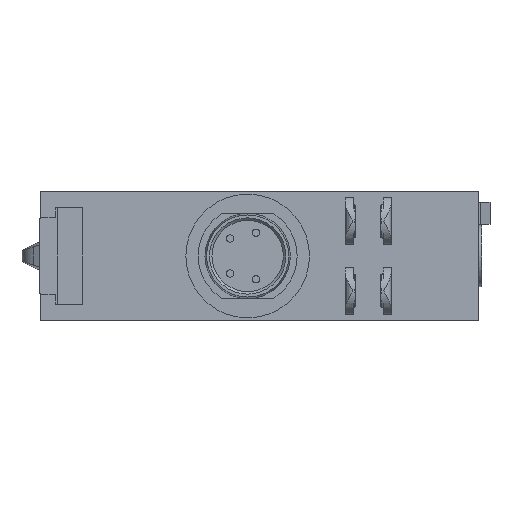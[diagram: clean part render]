
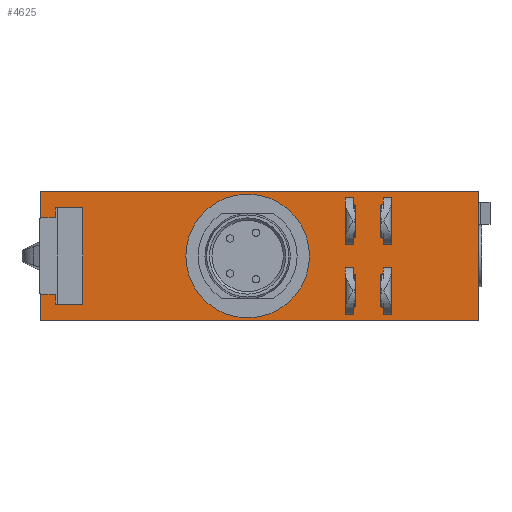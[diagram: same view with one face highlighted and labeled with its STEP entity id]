
A CAD part, front view. The second image highlights one B-rep face of the part: STEP entity #4625.
In plain terms, the highlighted planar face has unit normal (0, -1, 0).
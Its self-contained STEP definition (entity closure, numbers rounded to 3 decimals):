
#67=CIRCLE('',#4865,5.);
#483=ORIENTED_EDGE('',*,*,#1391,.T.);
#484=ORIENTED_EDGE('',*,*,#1392,.F.);
#485=ORIENTED_EDGE('',*,*,#1393,.F.);
#486=ORIENTED_EDGE('',*,*,#1237,.T.);
#487=ORIENTED_EDGE('',*,*,#1394,.T.);
#488=ORIENTED_EDGE('',*,*,#1395,.F.);
#489=ORIENTED_EDGE('',*,*,#1396,.F.);
#490=ORIENTED_EDGE('',*,*,#1397,.T.);
#491=ORIENTED_EDGE('',*,*,#1222,.F.);
#492=ORIENTED_EDGE('',*,*,#1398,.T.);
#493=ORIENTED_EDGE('',*,*,#1227,.T.);
#494=ORIENTED_EDGE('',*,*,#1399,.F.);
#495=ORIENTED_EDGE('',*,*,#1206,.F.);
#496=ORIENTED_EDGE('',*,*,#1400,.T.);
#497=ORIENTED_EDGE('',*,*,#1211,.T.);
#498=ORIENTED_EDGE('',*,*,#1232,.F.);
#499=ORIENTED_EDGE('',*,*,#1401,.F.);
#500=ORIENTED_EDGE('',*,*,#1330,.F.);
#501=ORIENTED_EDGE('',*,*,#1389,.T.);
#502=ORIENTED_EDGE('',*,*,#1402,.T.);
#503=ORIENTED_EDGE('',*,*,#1403,.T.);
#504=ORIENTED_EDGE('',*,*,#1191,.T.);
#505=ORIENTED_EDGE('',*,*,#1195,.T.);
#506=ORIENTED_EDGE('',*,*,#1199,.T.);
#507=ORIENTED_EDGE('',*,*,#1404,.T.);
#508=ORIENTED_EDGE('',*,*,#1405,.T.);
#509=ORIENTED_EDGE('',*,*,#1387,.T.);
#510=ORIENTED_EDGE('',*,*,#1283,.T.);
#511=ORIENTED_EDGE('',*,*,#1406,.F.);
#1191=EDGE_CURVE('',#1664,#1663,#1993,.T.);
#1195=EDGE_CURVE('',#1663,#1666,#1997,.T.);
#1199=EDGE_CURVE('',#1666,#1668,#2001,.T.);
#1206=EDGE_CURVE('',#1675,#1676,#2002,.T.);
#1211=EDGE_CURVE('',#1681,#1680,#2003,.T.);
#1222=EDGE_CURVE('',#1691,#1692,#2004,.T.);
#1227=EDGE_CURVE('',#1697,#1696,#2005,.T.);
#1232=EDGE_CURVE('',#1676,#1680,#2006,.T.);
#1237=EDGE_CURVE('',#1704,#1705,#2009,.T.);
#1283=EDGE_CURVE('',#1745,#1744,#2031,.T.);
#1330=EDGE_CURVE('',#1790,#1791,#2069,.T.);
#1387=EDGE_CURVE('',#1832,#1745,#2118,.T.);
#1389=EDGE_CURVE('',#1790,#1833,#2120,.T.);
#1391=EDGE_CURVE('',#1705,#1834,#2122,.T.);
#1392=EDGE_CURVE('',#1835,#1834,#2123,.T.);
#1393=EDGE_CURVE('',#1704,#1835,#2124,.T.);
#1394=EDGE_CURVE('',#1836,#1837,#2125,.T.);
#1395=EDGE_CURVE('',#1838,#1837,#2126,.T.);
#1396=EDGE_CURVE('',#1839,#1838,#2127,.T.);
#1397=EDGE_CURVE('',#1839,#1836,#2128,.T.);
#1398=EDGE_CURVE('',#1691,#1697,#2129,.T.);
#1399=EDGE_CURVE('',#1692,#1696,#2130,.T.);
#1400=EDGE_CURVE('',#1675,#1681,#2131,.T.);
#1401=EDGE_CURVE('',#1791,#1744,#2132,.T.);
#1402=EDGE_CURVE('',#1833,#1840,#2133,.T.);
#1403=EDGE_CURVE('',#1840,#1664,#2134,.T.);
#1404=EDGE_CURVE('',#1668,#1841,#2135,.T.);
#1405=EDGE_CURVE('',#1841,#1832,#2136,.T.);
#1406=EDGE_CURVE('',#1842,#1842,#67,.F.);
#1663=VERTEX_POINT('',#6040);
#1664=VERTEX_POINT('',#6042);
#1666=VERTEX_POINT('',#6048);
#1668=VERTEX_POINT('',#6055);
#1675=VERTEX_POINT('',#6082);
#1676=VERTEX_POINT('',#6084);
#1680=VERTEX_POINT('',#6100);
#1681=VERTEX_POINT('',#6102);
#1691=VERTEX_POINT('',#6141);
#1692=VERTEX_POINT('',#6143);
#1696=VERTEX_POINT('',#6159);
#1697=VERTEX_POINT('',#6161);
#1704=VERTEX_POINT('',#6196);
#1705=VERTEX_POINT('',#6197);
#1744=VERTEX_POINT('',#6323);
#1745=VERTEX_POINT('',#6325);
#1790=VERTEX_POINT('',#6417);
#1791=VERTEX_POINT('',#6419);
#1832=VERTEX_POINT('',#6554);
#1833=VERTEX_POINT('',#6559);
#1834=VERTEX_POINT('',#6564);
#1835=VERTEX_POINT('',#6566);
#1836=VERTEX_POINT('',#6569);
#1837=VERTEX_POINT('',#6570);
#1838=VERTEX_POINT('',#6572);
#1839=VERTEX_POINT('',#6574);
#1840=VERTEX_POINT('',#6581);
#1841=VERTEX_POINT('',#6584);
#1842=VERTEX_POINT('',#6587);
#1993=LINE('',#6041,#2318);
#1997=LINE('',#6049,#2322);
#2001=LINE('',#6056,#2326);
#2002=LINE('',#6083,#2327);
#2003=LINE('',#6101,#2328);
#2004=LINE('',#6142,#2329);
#2005=LINE('',#6160,#2330);
#2006=LINE('',#6176,#2331);
#2009=LINE('',#6195,#2334);
#2031=LINE('',#6324,#2356);
#2069=LINE('',#6418,#2394);
#2118=LINE('',#6556,#2443);
#2120=LINE('',#6560,#2445);
#2122=LINE('',#6563,#2447);
#2123=LINE('',#6565,#2448);
#2124=LINE('',#6567,#2449);
#2125=LINE('',#6568,#2450);
#2126=LINE('',#6571,#2451);
#2127=LINE('',#6573,#2452);
#2128=LINE('',#6575,#2453);
#2129=LINE('',#6576,#2454);
#2130=LINE('',#6577,#2455);
#2131=LINE('',#6578,#2456);
#2132=LINE('',#6579,#2457);
#2133=LINE('',#6580,#2458);
#2134=LINE('',#6582,#2459);
#2135=LINE('',#6583,#2460);
#2136=LINE('',#6585,#2461);
#2318=VECTOR('',#5108,1000.);
#2322=VECTOR('',#5114,1000.);
#2326=VECTOR('',#5120,1000.);
#2327=VECTOR('',#5127,1000.);
#2328=VECTOR('',#5132,1000.);
#2329=VECTOR('',#5143,1000.);
#2330=VECTOR('',#5148,1000.);
#2331=VECTOR('',#5155,1000.);
#2334=VECTOR('',#5164,1000.);
#2356=VECTOR('',#5234,1000.);
#2394=VECTOR('',#5292,1000.);
#2443=VECTOR('',#5375,1000.);
#2445=VECTOR('',#5379,1000.);
#2447=VECTOR('',#5383,1000.);
#2448=VECTOR('',#5384,1000.);
#2449=VECTOR('',#5385,1000.);
#2450=VECTOR('',#5386,1000.);
#2451=VECTOR('',#5387,1000.);
#2452=VECTOR('',#5388,1000.);
#2453=VECTOR('',#5389,1000.);
#2454=VECTOR('',#5390,1000.);
#2455=VECTOR('',#5391,1000.);
#2456=VECTOR('',#5392,1000.);
#2457=VECTOR('',#5393,1000.);
#2458=VECTOR('',#5394,1000.);
#2459=VECTOR('',#5395,1000.);
#2460=VECTOR('',#5396,1000.);
#2461=VECTOR('',#5397,1000.);
#2671=EDGE_LOOP('',(#483,#484,#485,#486));
#2672=EDGE_LOOP('',(#487,#488,#489,#490));
#2673=EDGE_LOOP('',(#491,#492,#493,#494));
#2674=EDGE_LOOP('',(#495,#496,#497,#498));
#2675=EDGE_LOOP('',(#499,#500,#501,#502,#503,#504,#505,#506,#507,#508,#509,
#510));
#2676=EDGE_LOOP('',(#511));
#2915=FACE_BOUND('',#2671,.T.);
#2916=FACE_BOUND('',#2672,.T.);
#2917=FACE_BOUND('',#2673,.T.);
#2918=FACE_BOUND('',#2674,.T.);
#2919=FACE_BOUND('',#2675,.T.);
#2920=FACE_BOUND('',#2676,.T.);
#3139=PLANE('',#4864);
#4625=ADVANCED_FACE('',(#2915,#2916,#2917,#2918,#2919,#2920),#3139,.F.);
#4864=AXIS2_PLACEMENT_3D('',#6562,#5381,#5382);
#4865=AXIS2_PLACEMENT_3D('',#6586,#5398,#5399);
#5108=DIRECTION('',(1.,0.,0.));
#5114=DIRECTION('',(0.,0.,-1.));
#5120=DIRECTION('',(-1.,0.,0.));
#5127=DIRECTION('',(-1.,0.,0.));
#5132=DIRECTION('',(-1.,0.,0.));
#5143=DIRECTION('',(-1.,0.,0.));
#5148=DIRECTION('',(-1.,0.,0.));
#5155=DIRECTION('',(0.,0.,-1.));
#5164=DIRECTION('',(0.,0.,-1.));
#5234=DIRECTION('',(1.,0.,0.));
#5292=DIRECTION('',(1.,0.,0.));
#5375=DIRECTION('',(0.,0.,-1.));
#5379=DIRECTION('',(0.,0.,-1.));
#5381=DIRECTION('',(0.,1.,0.));
#5382=DIRECTION('',(-1.,0.,0.));
#5383=DIRECTION('',(-1.,0.,0.));
#5384=DIRECTION('',(0.,0.,-1.));
#5385=DIRECTION('',(-1.,0.,0.));
#5386=DIRECTION('',(-1.,0.,0.));
#5387=DIRECTION('',(0.,0.,-1.));
#5388=DIRECTION('',(-1.,0.,0.));
#5389=DIRECTION('',(0.,0.,-1.));
#5390=DIRECTION('',(0.,0.,-1.));
#5391=DIRECTION('',(0.,0.,-1.));
#5392=DIRECTION('',(0.,0.,-1.));
#5393=DIRECTION('',(0.,0.,-1.));
#5394=DIRECTION('',(1.,0.,0.));
#5395=DIRECTION('',(0.,0.,1.));
#5396=DIRECTION('',(0.,0.,1.));
#5397=DIRECTION('',(-1.,0.,0.));
#5398=DIRECTION('',(0.,1.,0.));
#5399=DIRECTION('',(-1.,0.,0.));
#6040=CARTESIAN_POINT('',(-13.35,0.,3.9));
#6041=CARTESIAN_POINT('',(-15.55,0.,3.9));
#6042=CARTESIAN_POINT('',(-15.55,0.,3.9));
#6048=CARTESIAN_POINT('',(-13.35,0.,-3.9));
#6049=CARTESIAN_POINT('',(-13.35,0.,3.9));
#6055=CARTESIAN_POINT('',(-15.55,0.,-3.9));
#6056=CARTESIAN_POINT('',(-13.35,0.,-3.9));
#6082=CARTESIAN_POINT('',(8.55,0.,-0.919));
#6083=CARTESIAN_POINT('',(11.71,0.,-0.919));
#6084=CARTESIAN_POINT('',(7.9,0.,-0.919));
#6100=CARTESIAN_POINT('',(7.9,0.,-4.701));
#6101=CARTESIAN_POINT('',(11.71,0.,-4.701));
#6102=CARTESIAN_POINT('',(8.55,0.,-4.701));
#6141=CARTESIAN_POINT('',(8.55,0.,4.701));
#6142=CARTESIAN_POINT('',(11.71,0.,4.701));
#6143=CARTESIAN_POINT('',(7.9,0.,4.701));
#6159=CARTESIAN_POINT('',(7.9,0.,0.919));
#6160=CARTESIAN_POINT('',(11.71,0.,0.919));
#6161=CARTESIAN_POINT('',(8.55,0.,0.919));
#6176=CARTESIAN_POINT('',(7.9,0.,4.81));
#6195=CARTESIAN_POINT('',(11.6,0.,4.81));
#6196=CARTESIAN_POINT('',(11.6,0.,-0.919));
#6197=CARTESIAN_POINT('',(11.6,0.,-4.701));
#6323=CARTESIAN_POINT('',(18.65,0.,-5.2));
#6324=CARTESIAN_POINT('',(-16.75,0.,-5.2));
#6325=CARTESIAN_POINT('',(-16.75,0.,-5.2));
#6417=CARTESIAN_POINT('',(-16.75,0.,5.2));
#6418=CARTESIAN_POINT('',(-16.75,0.,5.2));
#6419=CARTESIAN_POINT('',(18.65,0.,5.2));
#6554=CARTESIAN_POINT('',(-16.75,0.,-3.1));
#6556=CARTESIAN_POINT('',(-16.75,0.,5.2));
#6559=CARTESIAN_POINT('',(-16.75,0.,3.1));
#6560=CARTESIAN_POINT('',(-16.75,0.,5.2));
#6562=CARTESIAN_POINT('',(-16.75,0.,5.2));
#6563=CARTESIAN_POINT('',(11.71,0.,-4.701));
#6564=CARTESIAN_POINT('',(10.95,0.,-4.701));
#6565=CARTESIAN_POINT('',(10.95,0.,10.));
#6566=CARTESIAN_POINT('',(10.95,0.,-0.919));
#6567=CARTESIAN_POINT('',(11.71,0.,-0.919));
#6568=CARTESIAN_POINT('',(11.71,0.,0.919));
#6569=CARTESIAN_POINT('',(11.6,0.,0.919));
#6570=CARTESIAN_POINT('',(10.95,0.,0.919));
#6571=CARTESIAN_POINT('',(10.95,0.,10.));
#6572=CARTESIAN_POINT('',(10.95,0.,4.701));
#6573=CARTESIAN_POINT('',(11.71,0.,4.701));
#6574=CARTESIAN_POINT('',(11.6,0.,4.701));
#6575=CARTESIAN_POINT('',(11.6,0.,4.81));
#6576=CARTESIAN_POINT('',(8.55,0.,10.));
#6577=CARTESIAN_POINT('',(7.9,0.,4.81));
#6578=CARTESIAN_POINT('',(8.55,0.,10.));
#6579=CARTESIAN_POINT('',(18.65,0.,5.2));
#6580=CARTESIAN_POINT('',(-16.75,0.,3.1));
#6581=CARTESIAN_POINT('',(-15.55,0.,3.1));
#6582=CARTESIAN_POINT('',(-15.55,0.,3.1));
#6583=CARTESIAN_POINT('',(-15.55,0.,-3.9));
#6584=CARTESIAN_POINT('',(-15.55,0.,-3.1));
#6585=CARTESIAN_POINT('',(-15.55,0.,-3.1));
#6586=CARTESIAN_POINT('',(0.,0.,0.));
#6587=CARTESIAN_POINT('',(-5.,0.,0.));
